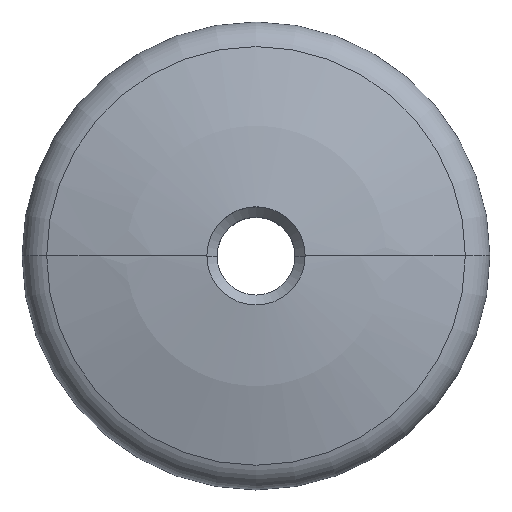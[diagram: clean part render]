
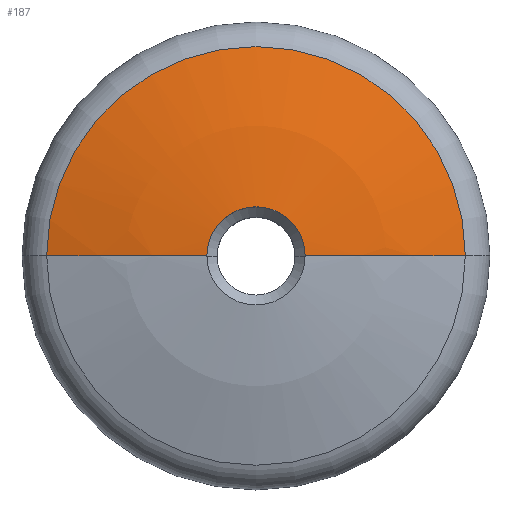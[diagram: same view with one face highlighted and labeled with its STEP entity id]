
A CAD part, top view. The second image highlights one B-rep face of the part: STEP entity #187.
In plain terms, the highlighted spherical face has radius 60 mm.
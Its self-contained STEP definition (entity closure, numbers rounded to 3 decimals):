
#129=VERTEX_POINT('',#328);
#131=EDGE_CURVE('',#275,#291,#330,.T.);
#187=ADVANCED_FACE('',(#392),#393,.T.);
#197=VERTEX_POINT('',#403);
#211=EDGE_CURVE('',#291,#197,#418,.T.);
#259=EDGE_CURVE('',#129,#275,#474,.T.);
#269=EDGE_CURVE('',#197,#129,#486,.T.);
#275=VERTEX_POINT('',#493);
#291=VERTEX_POINT('',#512);
#328=CARTESIAN_POINT('',(4.2,0.,24.853));
#330=CIRCLE('',#548,17.895);
#392=FACE_OUTER_BOUND('',#629,.T.);
#393=SPHERICAL_SURFACE('',#630,60.);
#403=CARTESIAN_POINT('',(-4.2,0.,24.853));
#418=CIRCLE('',#660,60.);
#474=CIRCLE('',#733,60.);
#486=CIRCLE('',#748,4.2);
#493=CARTESIAN_POINT('',(17.895,0.,22.269));
#512=CARTESIAN_POINT('',(-17.895,0.,22.269));
#548=AXIS2_PLACEMENT_3D('',#804,#805,#806);
#629=EDGE_LOOP('',(#883,#884,#885,#886));
#630=AXIS2_PLACEMENT_3D('',#887,#888,#889);
#660=AXIS2_PLACEMENT_3D('',#914,#915,#916);
#733=AXIS2_PLACEMENT_3D('',#993,#994,#995);
#748=AXIS2_PLACEMENT_3D('',#1018,#1019,#1020);
#804=CARTESIAN_POINT('',(0.,0.,22.269));
#805=DIRECTION('',(0.,0.,1.0));
#806=DIRECTION('',(1.0,0.,0.));
#883=ORIENTED_EDGE('',*,*,#259,.T.);
#884=ORIENTED_EDGE('',*,*,#131,.T.);
#885=ORIENTED_EDGE('',*,*,#211,.T.);
#886=ORIENTED_EDGE('',*,*,#269,.T.);
#887=CARTESIAN_POINT('',(0.,0.,-35.));
#888=DIRECTION('',(0.,0.,1.0));
#889=DIRECTION('',(-1.0,0.,0.0));
#914=CARTESIAN_POINT('',(0.,0.,-35.));
#915=DIRECTION('',(0.,1.0,0.));
#916=DIRECTION('',(0.0,0.,-1.0));
#993=CARTESIAN_POINT('',(0.,0.,-35.));
#994=DIRECTION('',(0.,1.0,0.));
#995=DIRECTION('',(0.0,0.,-1.0));
#1018=CARTESIAN_POINT('',(0.,0.,24.853));
#1019=DIRECTION('',(0.,0.,-1.0));
#1020=DIRECTION('',(-1.0,0.,0.));
